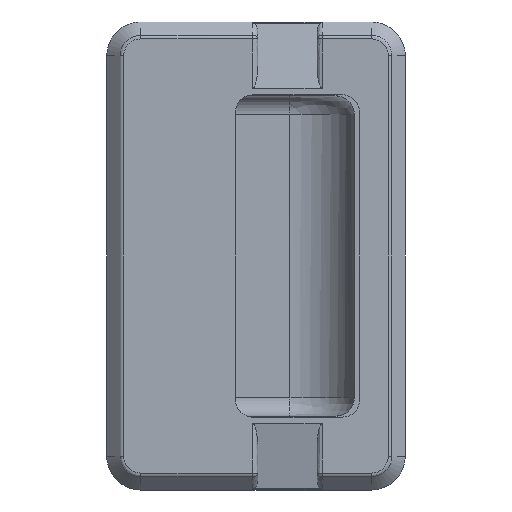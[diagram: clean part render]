
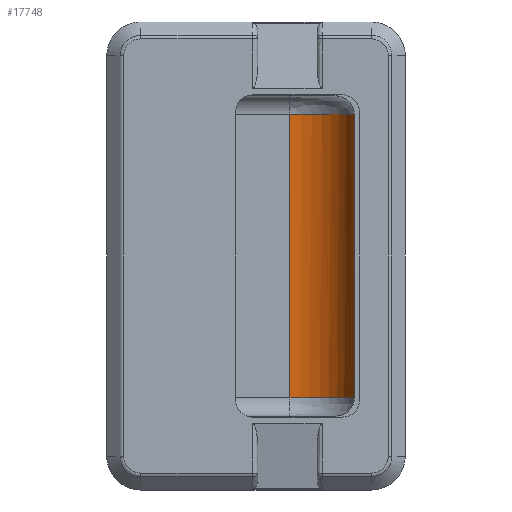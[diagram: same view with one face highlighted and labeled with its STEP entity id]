
A CAD part, front view. The second image highlights one B-rep face of the part: STEP entity #17748.
In plain terms, the highlighted free-form (B-spline) face has degree [1, 2] with [2, 3] control points.
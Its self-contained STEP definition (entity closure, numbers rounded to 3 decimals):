
#17265=CARTESIAN_POINT('',(54.0,20.0,41.75));
#17266=VERTEX_POINT('',#17265);
#17311=CARTESIAN_POINT('',(72.974,-4.,41.75));
#17312=VERTEX_POINT('',#17311);
#17370=CARTESIAN_POINT('',(54.0,20.0,41.75));
#17371=CARTESIAN_POINT('',(55.191,20.,41.75));
#17372=CARTESIAN_POINT('',(57.801,19.76,41.75));
#17373=CARTESIAN_POINT('',(61.507,18.645,41.75));
#17374=CARTESIAN_POINT('',(64.985,16.76,41.75));
#17375=CARTESIAN_POINT('',(67.788,14.444,41.75));
#17376=CARTESIAN_POINT('',(69.794,12.048,41.75));
#17377=CARTESIAN_POINT('',(71.271,9.672,41.75));
#17378=CARTESIAN_POINT('',(72.429,7.121,41.75));
#17379=CARTESIAN_POINT('',(73.267,4.062,41.75));
#17380=CARTESIAN_POINT('',(73.641,0.266,41.75));
#17381=CARTESIAN_POINT('',(73.344,-2.44,41.75));
#17382=CARTESIAN_POINT('',(72.974,-4.,41.75));
#17383=B_SPLINE_CURVE_WITH_KNOTS('',3,(#17370,#17371,#17372,#17373,#17374,#17375,#17376,#17377,#17378,#17379,#17380,#17381,#17382),.UNSPECIFIED.,.F.,.U.,(4,1,1,1,1,1,1,1,1,1,4),(0.,3.572,7.831,11.541,15.388,18.685,20.883,23.768,27.066,30.363,35.172),.UNSPECIFIED.);
#17384=EDGE_CURVE('',#17266,#17312,#17383,.T.);
#17408=CARTESIAN_POINT('',(72.974,-4.,-41.75));
#17409=VERTEX_POINT('',#17408);
#17447=CARTESIAN_POINT('',(54.0,20.0,-41.75));
#17448=VERTEX_POINT('',#17447);
#17449=CARTESIAN_POINT('',(72.974,-4.,-41.75));
#17450=CARTESIAN_POINT('',(73.365,-2.351,-41.75));
#17451=CARTESIAN_POINT('',(73.638,0.313,-41.75));
#17452=CARTESIAN_POINT('',(73.288,3.74,-41.75));
#17453=CARTESIAN_POINT('',(72.667,6.327,-41.75));
#17454=CARTESIAN_POINT('',(71.599,9.114,-41.75));
#17455=CARTESIAN_POINT('',(70.191,11.489,-41.75));
#17456=CARTESIAN_POINT('',(68.384,13.741,-41.75));
#17457=CARTESIAN_POINT('',(66.375,15.696,-41.75));
#17458=CARTESIAN_POINT('',(63.906,17.381,-41.75));
#17459=CARTESIAN_POINT('',(61.057,18.76,-41.75));
#17460=CARTESIAN_POINT('',(57.893,19.737,-41.75));
#17461=CARTESIAN_POINT('',(55.328,20.,-41.75));
#17462=CARTESIAN_POINT('',(54.0,20.0,-41.75));
#17463=B_SPLINE_CURVE_WITH_KNOTS('',3,(#17449,#17450,#17451,#17452,#17453,#17454,#17455,#17456,#17457,#17458,#17459,#17460,#17461,#17462),.UNSPECIFIED.,.F.,.U.,(4,1,1,1,1,1,1,1,1,1,1,4),(0.,5.083,7.969,10.304,13.052,16.899,18.547,21.707,25.28,27.478,31.187,35.172),.UNSPECIFIED.);
#17464=EDGE_CURVE('',#17409,#17448,#17463,.T.);
#17652=CARTESIAN_POINT('',(54.0,20.0,-41.75));
#17653=CARTESIAN_POINT('',(54.0,20.0,41.75));
#17654=QUASI_UNIFORM_CURVE('',1,(#17652,#17653),.UNSPECIFIED.,.F.,.U.);
#17655=EDGE_CURVE('',#17448,#17266,#17654,.T.);
#17724=CARTESIAN_POINT('',(53.266,19.986,-43.838));
#17725=CARTESIAN_POINT('',(53.266,19.986,43.89));
#17726=CARTESIAN_POINT('',(81.069,21.034,-43.838));
#17727=CARTESIAN_POINT('',(81.069,21.034,43.89));
#17728=CARTESIAN_POINT('',(72.567,-5.458,-43.838));
#17729=CARTESIAN_POINT('',(72.567,-5.458,43.89));
#17737=(BOUNDED_SURFACE()B_SPLINE_SURFACE(1,2,((#17724,#17726,#17728),(#17725,#17727,#17729)),.UNSPECIFIED.,.F.,.F.,.U.)B_SPLINE_SURFACE_WITH_KNOTS((2,2),(3,3),(0.0,87.727),(0.0,40.582),.UNSPECIFIED.)GEOMETRIC_REPRESENTATION_ITEM()RATIONAL_B_SPLINE_SURFACE(((1.0,0.574,1.),(1.0,0.574,1.)))REPRESENTATION_ITEM('')SURFACE());
#17738=CARTESIAN_POINT('',(72.974,-4.,-41.75));
#17739=CARTESIAN_POINT('',(72.974,-4.,41.75));
#17740=QUASI_UNIFORM_CURVE('',1,(#17738,#17739),.UNSPECIFIED.,.F.,.U.);
#17741=EDGE_CURVE('',#17409,#17312,#17740,.T.);
#17742=ORIENTED_EDGE('',*,*,#17741,.T.);
#17743=ORIENTED_EDGE('',*,*,#17384,.F.);
#17744=ORIENTED_EDGE('',*,*,#17655,.F.);
#17745=ORIENTED_EDGE('',*,*,#17464,.F.);
#17746=EDGE_LOOP('',(#17742,#17743,#17744,#17745));
#17747=FACE_OUTER_BOUND('',#17746,.T.);
#17748=ADVANCED_FACE('',(#17747),#17737,.F.);
